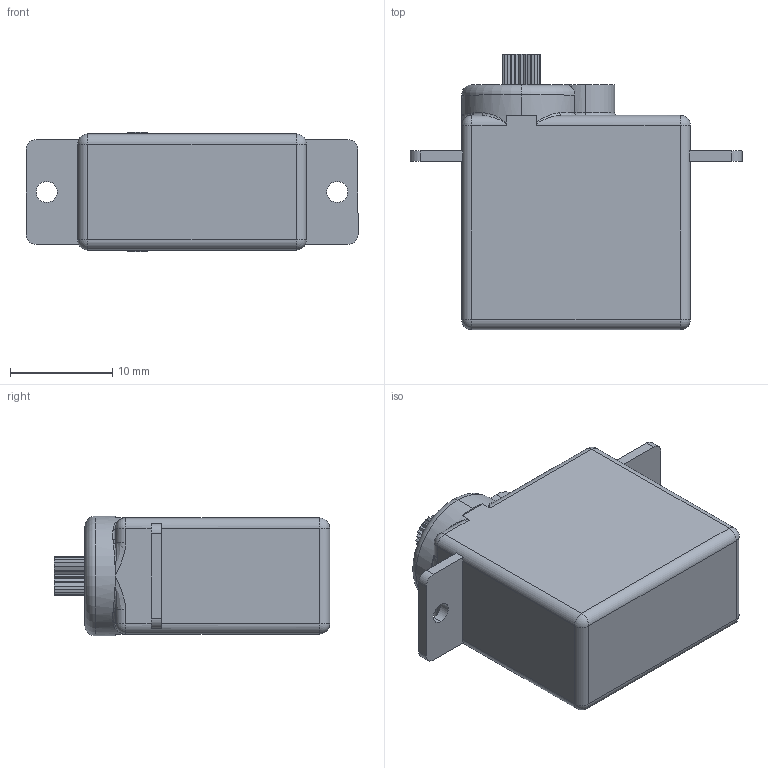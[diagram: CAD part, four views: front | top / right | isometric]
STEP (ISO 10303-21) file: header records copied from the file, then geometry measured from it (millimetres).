
FILE_DESCRIPTION (( 'STEP AP214' ), '1' );
FILE_NAME ('HS-55 Servo.STEP', '2013-02-04T02:57:22', ( '' ), ( '' ), 'SwSTEP 2.0', 'SolidWorks 2012', '' );
FILE_SCHEMA (( 'AUTOMOTIVE_DESIGN' ));
Length unit declared in the file: millimetre
Products named in the file (3): Hi-Tec HS-55 Shaft; Hi-Tec HS-55 Body; HS-55 Servo
Assembly tree (2 placements, depth 2):
  HS-55 Servo
    Hi-Tec HS-55 Body
    Hi-Tec HS-55 Shaft
Bounding box: 32.54 x 27 x 11.73 mm (x, y, z)
Volume: 5809.2 mm3; surface area: 2246.5 mm2
Topology: 2 solids, 2 shells, 130 faces, 349 edges, 211 vertices
Faces by surface type: plane 73, cylinder 29, torus 10, bspline 10, sphere 8
Entity records: 4436 total; most frequent: CARTESIAN_POINT 1171, ORIENTED_EDGE 674, DIRECTION 650, EDGE_CURVE 337, VECTOR 222, LINE 222, AXIS2_PLACEMENT_3D 214, VERTEX_POINT 211
